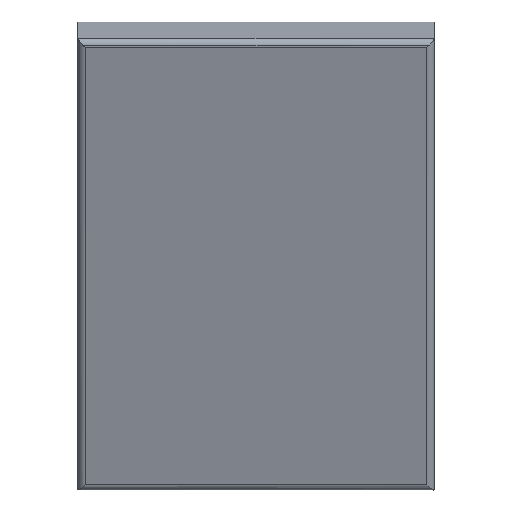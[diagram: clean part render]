
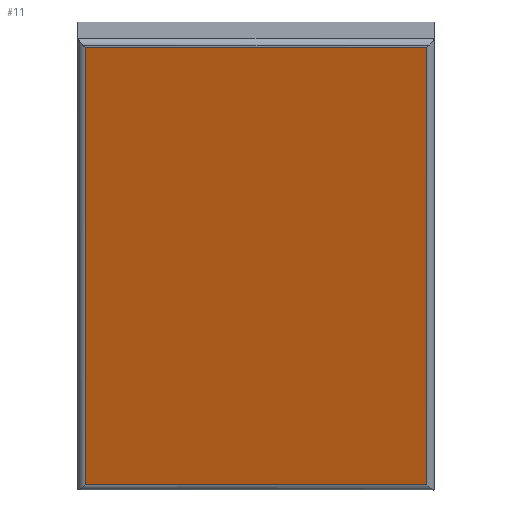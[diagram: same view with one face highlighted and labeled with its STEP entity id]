
A CAD part, top view. The second image highlights one B-rep face of the part: STEP entity #11.
In plain terms, the highlighted planar face has unit normal (0, -0.314, 0.95).
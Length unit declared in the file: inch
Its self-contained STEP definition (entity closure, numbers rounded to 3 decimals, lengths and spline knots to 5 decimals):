
#11 = ADVANCED_FACE ( 'NONE', ( #567 ), #746, .T. ) ;
#39 = DIRECTION ( 'NONE',  ( 0., -0.314, 0.95 ) ) ;
#48 = CARTESIAN_POINT ( 'NONE',  ( 21.21956, 5.33868, -8.03559 ) ) ;
#62 = DIRECTION ( 'NONE',  ( -1., 0., 0. ) ) ;
#82 = VERTEX_POINT ( 'NONE', #48 ) ;
#97 = CARTESIAN_POINT ( 'NONE',  ( 21.21956, 12.6977, -5.6051 ) ) ;
#105 = LINE ( 'NONE', #225, #355 ) ;
#141 = EDGE_LOOP ( 'NONE', ( #724, #299, #252, #149 ) ) ;
#149 = ORIENTED_EDGE ( 'NONE', *, *, #581, .F. ) ;
#153 = VERTEX_POINT ( 'NONE', #414 ) ;
#205 = VERTEX_POINT ( 'NONE', #356 ) ;
#222 = DIRECTION ( 'NONE',  ( 0., -0.95, -0.314 ) ) ;
#224 = LINE ( 'NONE', #351, #607 ) ;
#225 = CARTESIAN_POINT ( 'NONE',  ( 21.21956, 2.91798, -8.83508 ) ) ;
#252 = ORIENTED_EDGE ( 'NONE', *, *, #751, .F. ) ;
#255 = VERTEX_POINT ( 'NONE', #97 ) ;
#270 = DIRECTION ( 'NONE',  ( -1., 0., 0. ) ) ;
#299 = ORIENTED_EDGE ( 'NONE', *, *, #520, .F. ) ;
#351 = CARTESIAN_POINT ( 'NONE',  ( 0., 5.33868, -8.03559 ) ) ;
#355 = VECTOR ( 'NONE', #222, 39.37008 ) ;
#356 = CARTESIAN_POINT ( 'NONE',  ( 15.46956, 5.33868, -8.03559 ) ) ;
#362 = EDGE_CURVE ( 'NONE', #255, #82, #105, .T. ) ;
#381 = CARTESIAN_POINT ( 'NONE',  ( 0., 12.6977, -5.6051 ) ) ;
#383 = CARTESIAN_POINT ( 'NONE',  ( 0., 2.91798, -8.83508 ) ) ;
#402 = DIRECTION ( 'NONE',  ( 0., 0.95, 0.314 ) ) ;
#414 = CARTESIAN_POINT ( 'NONE',  ( 15.46956, 12.6977, -5.6051 ) ) ;
#520 = EDGE_CURVE ( 'NONE', #153, #255, #672, .T. ) ;
#547 = VECTOR ( 'NONE', #622, 39.37008 ) ;
#567 = FACE_OUTER_BOUND ( 'NONE', #141, .T. ) ;
#581 = EDGE_CURVE ( 'NONE', #82, #205, #224, .T. ) ;
#607 = VECTOR ( 'NONE', #62, 39.37008 ) ;
#622 = DIRECTION ( 'NONE',  ( 1., 0., 0. ) ) ;
#672 = LINE ( 'NONE', #381, #547 ) ;
#676 = LINE ( 'NONE', #687, #720 ) ;
#687 = CARTESIAN_POINT ( 'NONE',  ( 15.46956, 2.91798, -8.83508 ) ) ;
#704 = AXIS2_PLACEMENT_3D ( 'NONE', #383, #39, #270 ) ;
#720 = VECTOR ( 'NONE', #402, 39.37008 ) ;
#724 = ORIENTED_EDGE ( 'NONE', *, *, #362, .F. ) ;
#746 = PLANE ( 'NONE',  #704 ) ;
#751 = EDGE_CURVE ( 'NONE', #205, #153, #676, .T. ) ;
